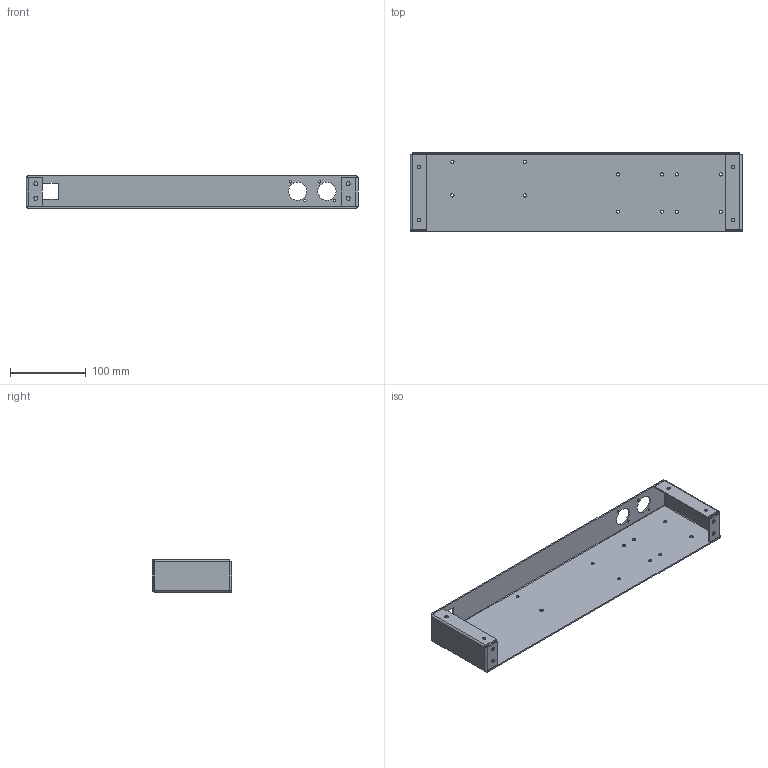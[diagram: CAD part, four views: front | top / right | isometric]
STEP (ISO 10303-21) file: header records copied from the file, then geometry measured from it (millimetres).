
FILE_DESCRIPTION(('FreeCAD Model'),'2;1');
FILE_NAME('Open CASCADE Shape Model','2025-03-20T22:27:17',(''),(''), 'Open CASCADE STEP processor 7.8','FreeCAD','Unknown');
FILE_SCHEMA(('AUTOMOTIVE_DESIGN { 1 0 10303 214 1 1 1 1 }'));
Length unit declared in the file: millimetre
Products named in the file (1): Bottom
Bounding box: 437.08 x 104.24 x 42.42 mm (x, y, z)
Volume: 139470.5 mm3; surface area: 152217.1 mm2
Topology: 1 solids, 1 shells, 84 faces, 212 edges, 130 vertices
Faces by surface type: plane 44, cylinder 40
Full cylindrical faces by diameter (mm): 3 x4, 4.216 x12, 4.5 x4, 5.41 x4, 24 x2
Entity records: 2636 total; most frequent: DIRECTION 464, CARTESIAN_POINT 427, ORIENTED_EDGE 424, EDGE_CURVE 212, AXIS2_PLACEMENT_3D 167, FACE_BOUND 138, EDGE_LOOP 138, VERTEX_POINT 130
